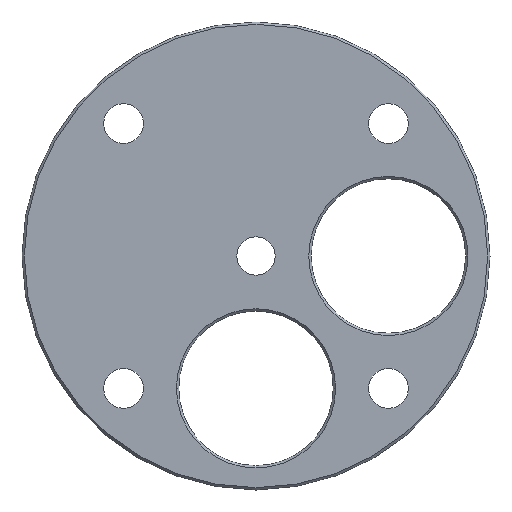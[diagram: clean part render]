
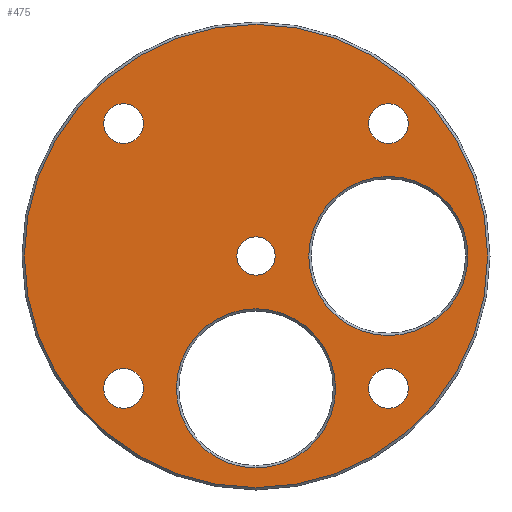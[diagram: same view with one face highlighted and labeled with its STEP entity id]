
A CAD part, front view. The second image highlights one B-rep face of the part: STEP entity #475.
In plain terms, the highlighted planar face has unit normal (0, -1, 0).
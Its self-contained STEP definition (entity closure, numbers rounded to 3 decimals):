
#2=CARTESIAN_POINT('',(0.,0.,0.));
#3=DIRECTION('',(0.,-1.,0.));
#4=DIRECTION('',(1.,0.,0.));
#5=AXIS2_PLACEMENT_3D('',#2,#3,#4);
#7=CARTESIAN_POINT('',(0.,0.,0.));
#8=DIRECTION('',(0.,-1.,0.));
#9=DIRECTION('',(-1.,0.,0.));
#10=AXIS2_PLACEMENT_3D('',#7,#8,#9);
#12=CARTESIAN_POINT('',(28.284,0.,-28.284));
#13=DIRECTION('',(0.,1.,0.));
#14=DIRECTION('',(0.,0.,1.));
#15=AXIS2_PLACEMENT_3D('',#12,#13,#14);
#17=CARTESIAN_POINT('',(28.284,0.,-28.284));
#18=DIRECTION('',(0.,1.,0.));
#19=DIRECTION('',(0.,0.,-1.));
#20=AXIS2_PLACEMENT_3D('',#17,#18,#19);
#22=CARTESIAN_POINT('',(28.284,0.,28.284));
#23=DIRECTION('',(0.,1.,0.));
#24=DIRECTION('',(-1.,0.,0.));
#25=AXIS2_PLACEMENT_3D('',#22,#23,#24);
#27=CARTESIAN_POINT('',(28.284,0.,28.284));
#28=DIRECTION('',(0.,1.,0.));
#29=DIRECTION('',(1.,0.,0.));
#30=AXIS2_PLACEMENT_3D('',#27,#28,#29);
#32=CARTESIAN_POINT('',(-28.284,0.,28.284));
#33=DIRECTION('',(0.,1.,0.));
#34=DIRECTION('',(0.,0.,-1.));
#35=AXIS2_PLACEMENT_3D('',#32,#33,#34);
#37=CARTESIAN_POINT('',(-28.284,0.,28.284));
#38=DIRECTION('',(0.,1.,0.));
#39=DIRECTION('',(0.,0.,1.));
#40=AXIS2_PLACEMENT_3D('',#37,#38,#39);
#42=CARTESIAN_POINT('',(-28.284,0.,-28.284));
#43=DIRECTION('',(0.,1.,0.));
#44=DIRECTION('',(1.,0.,0.));
#45=AXIS2_PLACEMENT_3D('',#42,#43,#44);
#47=CARTESIAN_POINT('',(-28.284,0.,-28.284));
#48=DIRECTION('',(0.,1.,0.));
#49=DIRECTION('',(-1.,0.,0.));
#50=AXIS2_PLACEMENT_3D('',#47,#48,#49);
#52=CARTESIAN_POINT('',(0.,0.,0.));
#53=DIRECTION('',(0.,-1.,0.));
#54=DIRECTION('',(-1.,0.,0.));
#55=AXIS2_PLACEMENT_3D('',#52,#53,#54);
#57=CARTESIAN_POINT('',(0.,0.,0.));
#58=DIRECTION('',(0.,-1.,0.));
#59=DIRECTION('',(1.,0.,0.));
#60=AXIS2_PLACEMENT_3D('',#57,#58,#59);
#62=CARTESIAN_POINT('',(0.,0.,-28.284));
#63=DIRECTION('',(0.,1.,0.));
#64=DIRECTION('',(-1.,0.,0.));
#65=AXIS2_PLACEMENT_3D('',#62,#63,#64);
#67=CARTESIAN_POINT('',(0.,0.,-28.284));
#68=DIRECTION('',(0.,1.,0.));
#69=DIRECTION('',(1.,0.,0.));
#70=AXIS2_PLACEMENT_3D('',#67,#68,#69);
#72=CARTESIAN_POINT('',(28.284,0.,0.));
#73=DIRECTION('',(0.,1.,0.));
#74=DIRECTION('',(-1.,0.,0.));
#75=AXIS2_PLACEMENT_3D('',#72,#73,#74);
#77=CARTESIAN_POINT('',(28.284,0.,0.));
#78=DIRECTION('',(0.,1.,0.));
#79=DIRECTION('',(1.,0.,0.));
#80=AXIS2_PLACEMENT_3D('',#77,#78,#79);
#334=CARTESIAN_POINT('',(4.1,0.,0.));
#335=CARTESIAN_POINT('',(-4.1,0.,0.));
#336=VERTEX_POINT('',#334);
#337=VERTEX_POINT('',#335);
#342=CARTESIAN_POINT('',(28.284,0.,-24.034));
#343=CARTESIAN_POINT('',(28.284,0.,-32.534));
#344=VERTEX_POINT('',#342);
#345=VERTEX_POINT('',#343);
#350=CARTESIAN_POINT('',(24.034,0.,28.284));
#351=CARTESIAN_POINT('',(32.534,0.,28.284));
#352=VERTEX_POINT('',#350);
#353=VERTEX_POINT('',#351);
#358=CARTESIAN_POINT('',(-28.284,0.,24.034));
#359=CARTESIAN_POINT('',(-28.284,0.,32.534));
#360=VERTEX_POINT('',#358);
#361=VERTEX_POINT('',#359);
#366=CARTESIAN_POINT('',(-24.034,0.,-28.284));
#367=CARTESIAN_POINT('',(-32.534,0.,-28.284));
#368=VERTEX_POINT('',#366);
#369=VERTEX_POINT('',#367);
#382=CARTESIAN_POINT('',(-49.5,0.,0.));
#383=CARTESIAN_POINT('',(49.5,0.,0.));
#384=VERTEX_POINT('',#382);
#385=VERTEX_POINT('',#383);
#406=CARTESIAN_POINT('',(-17.,0.,-28.284));
#407=CARTESIAN_POINT('',(17.,0.,-28.284));
#408=VERTEX_POINT('',#406);
#409=VERTEX_POINT('',#407);
#414=CARTESIAN_POINT('',(11.284,0.,0.));
#415=CARTESIAN_POINT('',(45.284,0.,0.));
#416=VERTEX_POINT('',#414);
#417=VERTEX_POINT('',#415);
#422=CARTESIAN_POINT('',(0.,0.,0.));
#423=DIRECTION('',(0.,1.,0.));
#424=DIRECTION('',(1.,0.,0.));
#425=AXIS2_PLACEMENT_3D('',#422,#423,#424);
#426=PLANE('',#425);
#428=ORIENTED_EDGE('',*,*,#427,.F.);
#430=ORIENTED_EDGE('',*,*,#429,.F.);
#431=EDGE_LOOP('',(#428,#430));
#432=FACE_OUTER_BOUND('',#431,.F.);
#434=ORIENTED_EDGE('',*,*,#433,.F.);
#436=ORIENTED_EDGE('',*,*,#435,.F.);
#437=EDGE_LOOP('',(#434,#436));
#438=FACE_BOUND('',#437,.F.);
#440=ORIENTED_EDGE('',*,*,#439,.F.);
#442=ORIENTED_EDGE('',*,*,#441,.F.);
#443=EDGE_LOOP('',(#440,#442));
#444=FACE_BOUND('',#443,.F.);
#446=ORIENTED_EDGE('',*,*,#445,.F.);
#448=ORIENTED_EDGE('',*,*,#447,.F.);
#449=EDGE_LOOP('',(#446,#448));
#450=FACE_BOUND('',#449,.F.);
#452=ORIENTED_EDGE('',*,*,#451,.F.);
#454=ORIENTED_EDGE('',*,*,#453,.F.);
#455=EDGE_LOOP('',(#452,#454));
#456=FACE_BOUND('',#455,.F.);
#458=ORIENTED_EDGE('',*,*,#457,.T.);
#460=ORIENTED_EDGE('',*,*,#459,.T.);
#461=EDGE_LOOP('',(#458,#460));
#462=FACE_BOUND('',#461,.F.);
#464=ORIENTED_EDGE('',*,*,#463,.F.);
#466=ORIENTED_EDGE('',*,*,#465,.F.);
#467=EDGE_LOOP('',(#464,#466));
#468=FACE_BOUND('',#467,.F.);
#470=ORIENTED_EDGE('',*,*,#469,.F.);
#472=ORIENTED_EDGE('',*,*,#471,.F.);
#473=EDGE_LOOP('',(#470,#472));
#474=FACE_BOUND('',#473,.F.);
#475=ADVANCED_FACE('',(#432,#438,#444,#450,#456,#462,#468,#474),#426,.F.);
#6=CIRCLE('',#5,4.1);
#11=CIRCLE('',#10,4.1);
#16=CIRCLE('',#15,4.25);
#21=CIRCLE('',#20,4.25);
#26=CIRCLE('',#25,4.25);
#31=CIRCLE('',#30,4.25);
#36=CIRCLE('',#35,4.25);
#41=CIRCLE('',#40,4.25);
#46=CIRCLE('',#45,4.25);
#51=CIRCLE('',#50,4.25);
#56=CIRCLE('',#55,49.5);
#61=CIRCLE('',#60,49.5);
#66=CIRCLE('',#65,17.);
#71=CIRCLE('',#70,17.);
#76=CIRCLE('',#75,17.);
#81=CIRCLE('',#80,17.);
#427=EDGE_CURVE('',#384,#385,#56,.T.);
#429=EDGE_CURVE('',#385,#384,#61,.T.);
#433=EDGE_CURVE('',#344,#345,#16,.T.);
#435=EDGE_CURVE('',#345,#344,#21,.T.);
#439=EDGE_CURVE('',#352,#353,#26,.T.);
#441=EDGE_CURVE('',#353,#352,#31,.T.);
#445=EDGE_CURVE('',#360,#361,#36,.T.);
#447=EDGE_CURVE('',#361,#360,#41,.T.);
#451=EDGE_CURVE('',#368,#369,#46,.T.);
#453=EDGE_CURVE('',#369,#368,#51,.T.);
#457=EDGE_CURVE('',#336,#337,#6,.T.);
#459=EDGE_CURVE('',#337,#336,#11,.T.);
#463=EDGE_CURVE('',#408,#409,#66,.T.);
#465=EDGE_CURVE('',#409,#408,#71,.T.);
#469=EDGE_CURVE('',#416,#417,#76,.T.);
#471=EDGE_CURVE('',#417,#416,#81,.T.);
